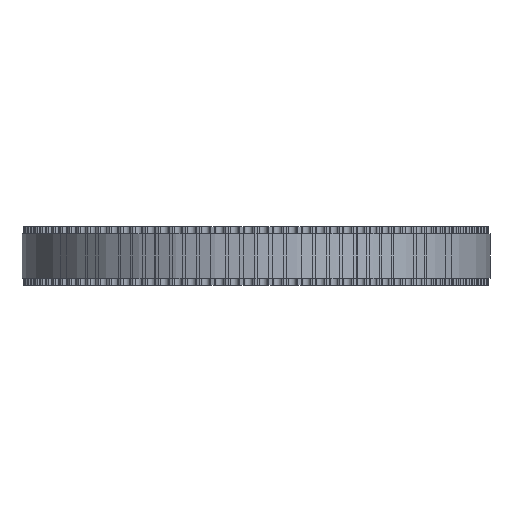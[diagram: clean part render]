
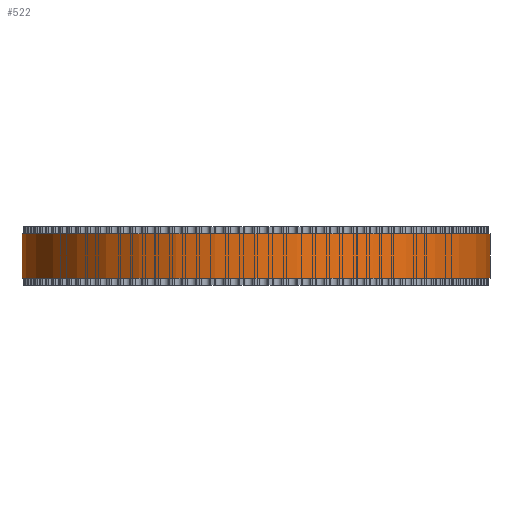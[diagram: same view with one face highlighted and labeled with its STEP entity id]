
A CAD part, front view. The second image highlights one B-rep face of the part: STEP entity #522.
In plain terms, the highlighted cylindrical face has radius 31.831 mm (diameter 63.662 mm), a full revolution.
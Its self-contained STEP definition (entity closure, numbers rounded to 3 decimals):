
#97=FACE_BOUND('',#1728,.T.);
#98=FACE_BOUND('',#1729,.T.);
#522=ADVANCED_FACE('',(#97,#98),#923,.T.);
#923=CYLINDRICAL_SURFACE('',#8943,31.831);
#1728=EDGE_LOOP('',(#4930));
#1729=EDGE_LOOP('',(#4931));
#4930=ORIENTED_EDGE('',*,*,#6934,.T.);
#4931=ORIENTED_EDGE('',*,*,#6935,.T.);
#5732=VERTEX_POINT('',#14160);
#5733=VERTEX_POINT('',#14162);
#6934=EDGE_CURVE('',#5732,#5732,#7736,.T.);
#6935=EDGE_CURVE('',#5733,#5733,#7737,.T.);
#7736=CIRCLE('',#8941,31.831);
#7737=CIRCLE('',#8942,31.831);
#8941=AXIS2_PLACEMENT_3D('',#14159,#11750,#11751);
#8942=AXIS2_PLACEMENT_3D('',#14161,#11752,#11753);
#8943=AXIS2_PLACEMENT_3D('',#14163,#11754,#11755);
#11750=DIRECTION('',(0.,0.,1.));
#11751=DIRECTION('',(1.,0.,0.));
#11752=DIRECTION('',(0.,0.,-1.));
#11753=DIRECTION('',(1.,0.,0.));
#11754=DIRECTION('',(0.,0.,1.));
#11755=DIRECTION('',(1.,0.,0.));
#14159=CARTESIAN_POINT('',(0.,0.,1.));
#14160=CARTESIAN_POINT('',(31.831,0.,1.));
#14161=CARTESIAN_POINT('',(0.,0.,7.));
#14162=CARTESIAN_POINT('',(31.831,0.,7.));
#14163=CARTESIAN_POINT('',(0.,0.,1.));
